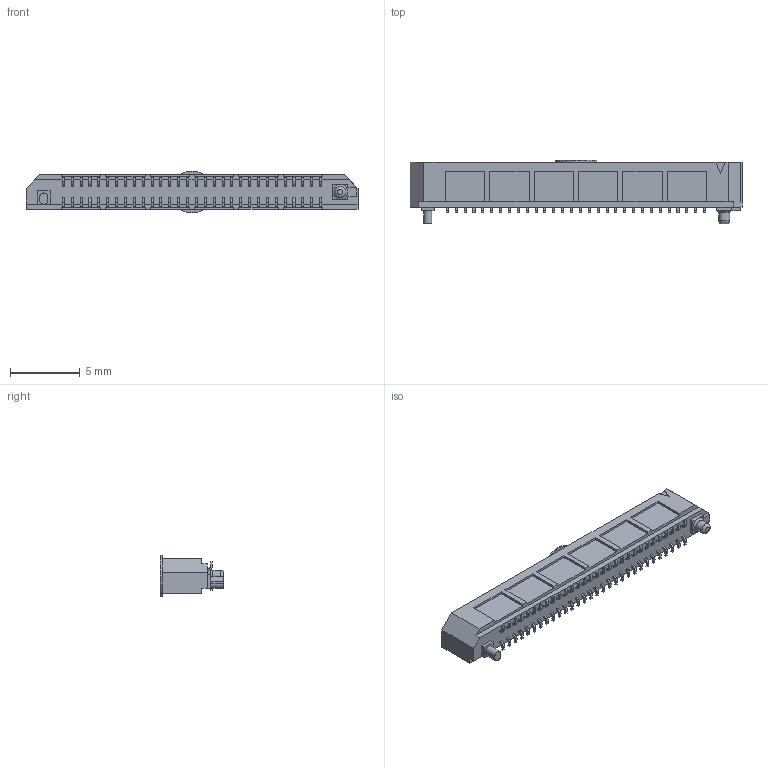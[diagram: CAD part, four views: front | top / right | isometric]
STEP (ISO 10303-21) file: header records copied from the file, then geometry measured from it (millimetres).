
FILE_DESCRIPTION(/* description */ ('STEP AP214'),/* implementation_level */ '2;1');
FILE_NAME(/* name */ 'ERF6-30-03.5-L-DV-A-K-TR',/* time_stamp */ '2025-12-05T09:51:45+01:00',/* author */ ('License CC BY-ND 4.0'),/* organization */ ('CADENAS'),/* preprocessor_version */ 'ST-DEVELOPER v20',/* originating_system */ 'PARTsolutions',/* authorisation */ ' ');
FILE_SCHEMA (('AUTOMOTIVE_DESIGN {1 0 10303 214 3 1 1}'));
Products named in the file (4): ERF6-30-03.5-L-DV-A-K-TR; ERF6-30-03.5-L-DV-A-K-TR_H; ERF6-30-03.5-L-DV-A-K-TR_P; K-DOT-.118-.219-.005_1
Assembly tree (3 placements, depth 2):
  ERF6-30-03.5-L-DV-A-K-TR
    ERF6-30-03.5-L-DV-A-K-TR_H
    ERF6-30-03.5-L-DV-A-K-TR_P
    K-DOT-.118-.219-.005_1
Bounding box: 23.77 x 4.53 x 3 mm (x, y, z)
Volume: 102 mm3; surface area: 735.9 mm2
Topology: 3 solids, 3 shells, 2154 faces, 6431 edges, 4285 vertices
Faces by surface type: plane 1428, cylinder 724, torus 2
Full cylindrical faces by diameter (mm): 0.8 x1, 3 x1
Entity records: 76584 total; most frequent: CARTESIAN_POINT 12870, ORIENTED_EDGE 12854, DIRECTION 12316, EDGE_CURVE 6427, LINE 4854, VECTOR 4854, VERTEX_POINT 4285, AXIS2_PLACEMENT_3D 3731
